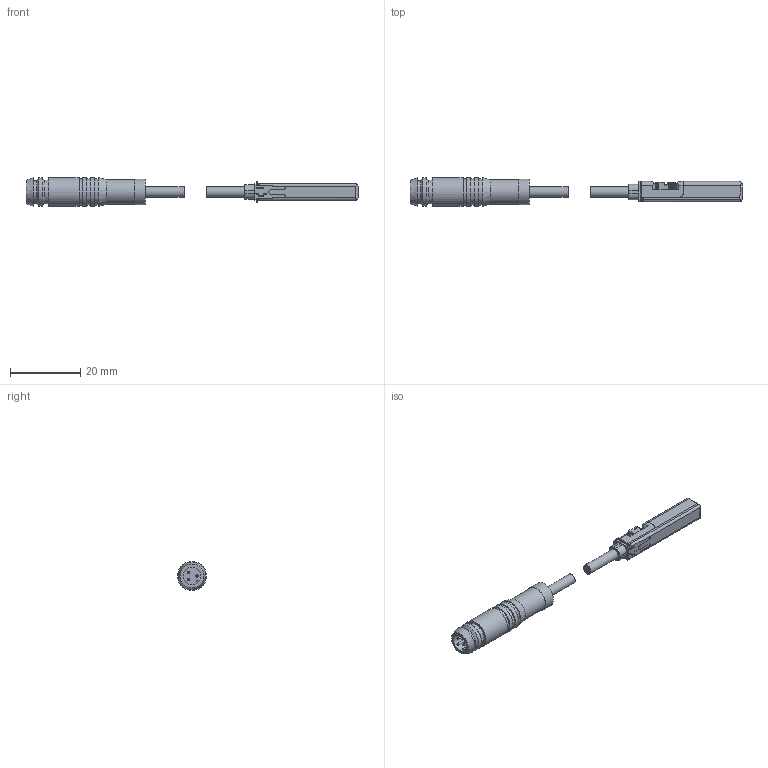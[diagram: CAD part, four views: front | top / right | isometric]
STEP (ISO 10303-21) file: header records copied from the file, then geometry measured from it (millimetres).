
FILE_DESCRIPTION( ( 'STEP AP203' ), '1' );
FILE_NAME( 'SICK RZT7-03ZRS-KP0-Bestell-Nr.1070847.stp', '2018-12-17T14:24:04', ( '' ), ( '' ), ' ', 'PARTsolutions', ' ' );
FILE_SCHEMA( ( 'CONFIG_CONTROL_DESIGN' ) );
Length unit declared in the file: millimetre
Products named in the file (3): SICK RZT7-03ZRS-KP0-Bestell-Nr.1070847; _SICK RZT7-03ZRS-KP0-Bestell-Nr.10708471; _SICK RZT7-03ZRS-KP0-Bestell-Nr.10708472
Assembly tree (2 placements, depth 2):
  SICK RZT7-03ZRS-KP0-Bestell-Nr.1070847
    _SICK RZT7-03ZRS-KP0-Bestell-Nr.10708471
    _SICK RZT7-03ZRS-KP0-Bestell-Nr.10708472
Bounding box: 94.5 x 8.2 x 8.2 mm (x, y, z)
Volume: 2417.8 mm3; surface area: 2147.6 mm2
Topology: 2 solids, 2 shells, 346 faces, 937 edges, 619 vertices
Faces by surface type: plane 209, cylinder 125, bspline 6, cone 4, torus 2
Full cylindrical faces by diameter (mm): 0.6 x3, 1.47 x1, 1.6 x1, 2.5 x1, 2.9 x2, 6.5 x1, 6.7 x1, 7 x1, 7.4 x1, 7.5 x3, 8 x1, 8.2 x3
Entity records: 11067 total; most frequent: CARTESIAN_POINT 2186, DIRECTION 1835, ORIENTED_EDGE 1816, EDGE_CURVE 908, AXIS2_PLACEMENT_3D 620, VERTEX_POINT 615, LINE 595, VECTOR 595
